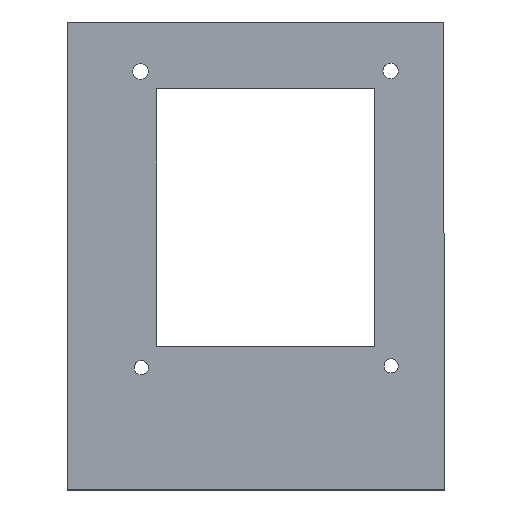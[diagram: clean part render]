
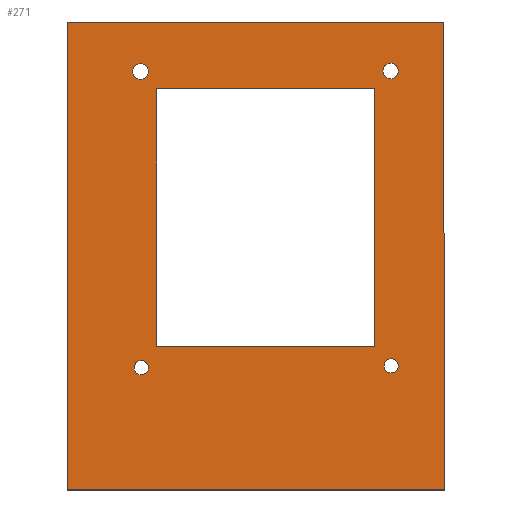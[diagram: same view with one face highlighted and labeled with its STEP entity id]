
A CAD part, top view. The second image highlights one B-rep face of the part: STEP entity #271.
In plain terms, the highlighted planar face has unit normal (0, 0, 1).
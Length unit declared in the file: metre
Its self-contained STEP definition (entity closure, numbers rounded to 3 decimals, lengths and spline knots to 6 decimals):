
#13=CIRCLE('',#294,0.001659);
#15=CIRCLE('',#297,0.001533);
#17=CIRCLE('',#300,0.001668);
#19=CIRCLE('',#303,0.001535);
#76=ORIENTED_EDGE('',*,*,#117,.F.);
#77=ORIENTED_EDGE('',*,*,#115,.F.);
#78=ORIENTED_EDGE('',*,*,#113,.F.);
#79=ORIENTED_EDGE('',*,*,#111,.F.);
#80=ORIENTED_EDGE('',*,*,#98,.F.);
#81=ORIENTED_EDGE('',*,*,#102,.T.);
#82=ORIENTED_EDGE('',*,*,#105,.T.);
#83=ORIENTED_EDGE('',*,*,#108,.F.);
#84=ORIENTED_EDGE('',*,*,#88,.F.);
#85=ORIENTED_EDGE('',*,*,#92,.T.);
#86=ORIENTED_EDGE('',*,*,#95,.T.);
#87=ORIENTED_EDGE('',*,*,#118,.F.);
#88=EDGE_CURVE('',#120,#121,#144,.T.);
#92=EDGE_CURVE('',#120,#124,#148,.T.);
#95=EDGE_CURVE('',#124,#126,#151,.T.);
#98=EDGE_CURVE('',#128,#129,#154,.T.);
#102=EDGE_CURVE('',#128,#132,#158,.T.);
#105=EDGE_CURVE('',#132,#134,#161,.T.);
#108=EDGE_CURVE('',#129,#134,#164,.T.);
#111=EDGE_CURVE('',#137,#137,#13,.T.);
#113=EDGE_CURVE('',#139,#139,#15,.T.);
#115=EDGE_CURVE('',#141,#141,#17,.T.);
#117=EDGE_CURVE('',#143,#143,#19,.T.);
#118=EDGE_CURVE('',#121,#126,#166,.T.);
#120=VERTEX_POINT('',#380);
#121=VERTEX_POINT('',#381);
#124=VERTEX_POINT('',#389);
#126=VERTEX_POINT('',#395);
#128=VERTEX_POINT('',#401);
#129=VERTEX_POINT('',#402);
#132=VERTEX_POINT('',#410);
#134=VERTEX_POINT('',#416);
#137=VERTEX_POINT('',#427);
#139=VERTEX_POINT('',#432);
#141=VERTEX_POINT('',#437);
#143=VERTEX_POINT('',#442);
#144=LINE('',#379,#168);
#148=LINE('',#388,#172);
#151=LINE('',#394,#175);
#154=LINE('',#400,#178);
#158=LINE('',#409,#182);
#161=LINE('',#415,#185);
#164=LINE('',#421,#188);
#166=LINE('',#444,#190);
#168=VECTOR('',#311,1.);
#172=VECTOR('',#317,1.);
#175=VECTOR('',#322,1.);
#178=VECTOR('',#327,1.);
#182=VECTOR('',#333,1.);
#185=VECTOR('',#338,1.);
#188=VECTOR('',#343,1.);
#190=VECTOR('',#371,1.);
#214=EDGE_LOOP('',(#76));
#215=EDGE_LOOP('',(#77));
#216=EDGE_LOOP('',(#78));
#217=EDGE_LOOP('',(#79));
#218=EDGE_LOOP('',(#80,#81,#82,#83));
#219=EDGE_LOOP('',(#84,#85,#86,#87));
#242=FACE_BOUND('',#214,.T.);
#243=FACE_BOUND('',#215,.T.);
#244=FACE_BOUND('',#216,.T.);
#245=FACE_BOUND('',#217,.T.);
#246=FACE_BOUND('',#218,.T.);
#247=FACE_BOUND('',#219,.T.);
#257=PLANE('',#306);
#271=ADVANCED_FACE('',(#242,#243,#244,#245,#246,#247),#257,.T.);
#294=AXIS2_PLACEMENT_3D('',#426,#349,#350);
#297=AXIS2_PLACEMENT_3D('',#431,#355,#356);
#300=AXIS2_PLACEMENT_3D('',#436,#361,#362);
#303=AXIS2_PLACEMENT_3D('',#441,#367,#368);
#306=AXIS2_PLACEMENT_3D('',#447,#375,#376);
#311=DIRECTION('',(1.,0.,0.));
#317=DIRECTION('',(0.,-1.,0.));
#322=DIRECTION('',(1.,0.,0.));
#327=DIRECTION('',(0.,-1.,0.));
#333=DIRECTION('',(1.,0.,0.));
#338=DIRECTION('',(0.,-1.,0.));
#343=DIRECTION('',(1.,0.,0.));
#349=DIRECTION('',(0.,0.,1.));
#350=DIRECTION('',(1.,0.,0.));
#355=DIRECTION('',(0.,0.,1.));
#356=DIRECTION('',(1.,0.,0.));
#361=DIRECTION('',(0.,0.,1.));
#362=DIRECTION('',(1.,0.,0.));
#367=DIRECTION('',(0.,0.,1.));
#368=DIRECTION('',(1.,0.,0.));
#371=DIRECTION('',(0.003,-1.,0.));
#375=DIRECTION('',(0.,0.,1.));
#376=DIRECTION('',(1.,0.,0.));
#379=CARTESIAN_POINT('',(-0.031777,0.056129,0.));
#380=CARTESIAN_POINT('',(-0.072001,0.056129,0.));
#381=CARTESIAN_POINT('',(0.008447,0.056129,0.));
#388=CARTESIAN_POINT('',(-0.072001,0.006084,0.));
#389=CARTESIAN_POINT('',(-0.072001,-0.043961,0.));
#394=CARTESIAN_POINT('',(-0.031624,-0.043961,0.));
#395=CARTESIAN_POINT('',(0.008752,-0.043961,0.));
#400=CARTESIAN_POINT('',(-0.052899,0.014284,0.));
#401=CARTESIAN_POINT('',(-0.052899,0.041841,0.));
#402=CARTESIAN_POINT('',(-0.052899,-0.013274,0.));
#409=CARTESIAN_POINT('',(-0.029569,0.041841,0.));
#410=CARTESIAN_POINT('',(-0.006239,0.041841,0.));
#415=CARTESIAN_POINT('',(-0.006239,0.014284,0.));
#416=CARTESIAN_POINT('',(-0.006239,-0.013274,0.));
#421=CARTESIAN_POINT('',(-0.029569,-0.013274,0.));
#426=CARTESIAN_POINT('',(-0.002823,0.045653,0.));
#427=CARTESIAN_POINT('',(-0.001164,0.045653,0.));
#431=CARTESIAN_POINT('',(-0.00271,-0.017403,0.));
#432=CARTESIAN_POINT('',(-0.001177,-0.017403,0.));
#436=CARTESIAN_POINT('',(-0.056331,0.045532,0.));
#437=CARTESIAN_POINT('',(-0.054663,0.045532,0.));
#441=CARTESIAN_POINT('',(-0.056164,-0.017787,0.));
#442=CARTESIAN_POINT('',(-0.05463,-0.017787,0.));
#444=CARTESIAN_POINT('',(0.0086,0.006084,0.));
#447=CARTESIAN_POINT('',(-0.031624,0.006084,0.));
